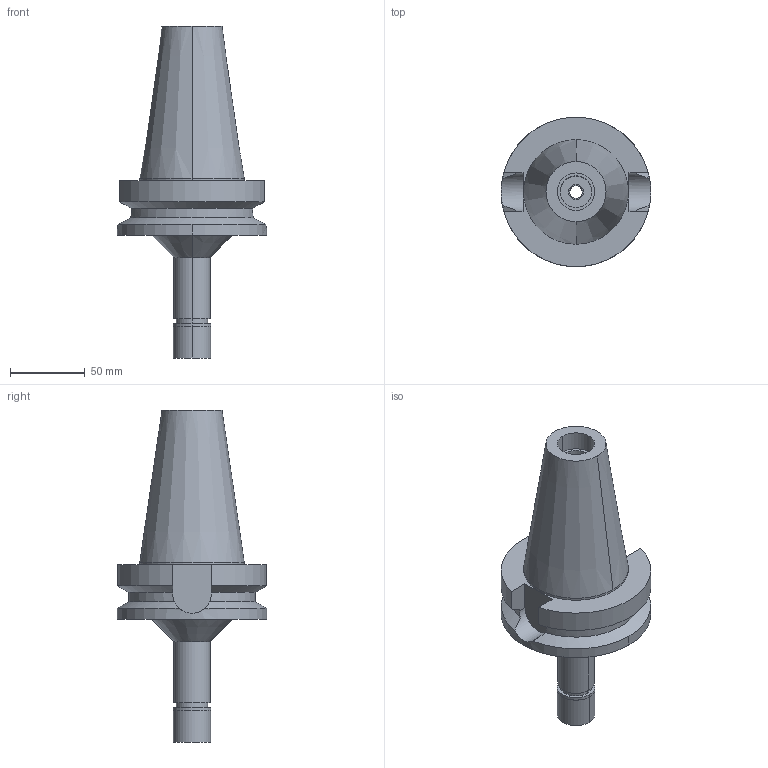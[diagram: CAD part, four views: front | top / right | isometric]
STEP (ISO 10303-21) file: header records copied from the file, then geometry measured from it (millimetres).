
FILE_DESCRIPTION (( 'STEP AP203' ), '1' );
FILE_NAME ('BBT50-MEGA8N-120.stp', '2019-07-02T17:22:15', ( '' ), ( '' ), 'SwSTEP 2.0', 'SolidWorks 2019', '' );
FILE_SCHEMA (( 'CONFIG_CONTROL_DESIGN' ));
Length unit declared in the file: millimetre
Products named in the file (7): BBT50MN08120-080_ASM.stp; BBT50-MEGA8N-120; BBT50-MEGA8N-120-080.stp; BBT50-MEGA8N-120_1.stp; MGN8_1.stp; BBT50-MEGA8N-120-080-FreeParts; DXF_TEMP_ASSY_ASM_4_ASM.stp
Assembly tree (5 placements, depth 5):
  BBT50-MEGA8N-120
    BBT50-MEGA8N-120-080.stp
      BBT50MN08120-080_ASM.stp
        DXF_TEMP_ASSY_ASM_4_ASM.stp
          BBT50-MEGA8N-120_1.stp
          MGN8_1.stp
  BBT50-MEGA8N-120-080-FreeParts
Bounding box: 100 x 100 x 221.8 mm (x, y, z)
Volume: 495438.9 mm3; surface area: 65204.5 mm2
Topology: 2 solids, 2 shells, 79 faces, 175 edges, 113 vertices
Faces by surface type: cylinder 42, plane 23, cone 14
Entity records: 3111 total; most frequent: CARTESIAN_POINT 580, DIRECTION 432, ORIENTED_EDGE 350, AXIS2_PLACEMENT_3D 182, EDGE_CURVE 175, VERTEX_POINT 113, EDGE_LOOP 96, CIRCLE 92
